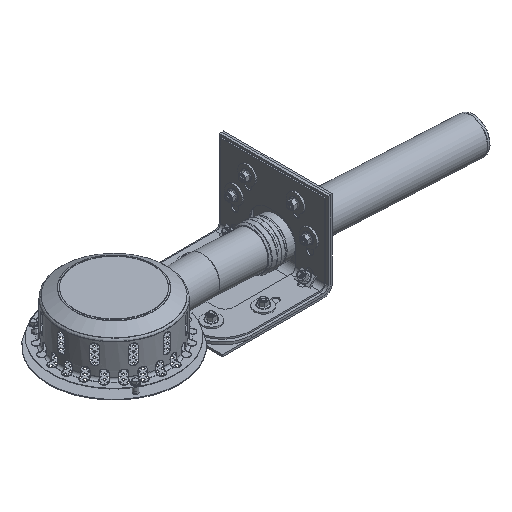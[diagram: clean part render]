
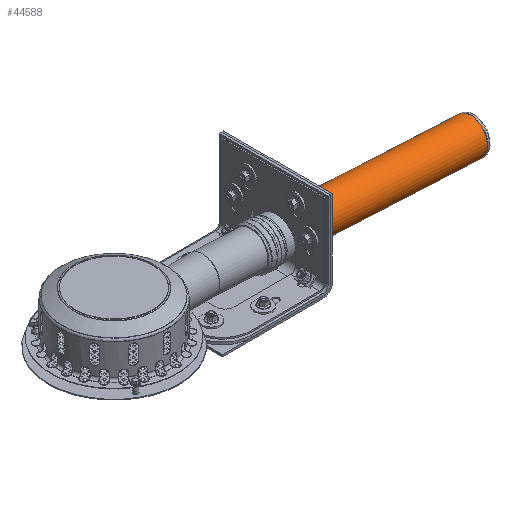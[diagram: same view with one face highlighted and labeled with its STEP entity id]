
A CAD part, isometric view. The second image highlights one B-rep face of the part: STEP entity #44588.
In plain terms, the highlighted cylindrical face has radius 365 mm (diameter 730 mm), a full revolution.
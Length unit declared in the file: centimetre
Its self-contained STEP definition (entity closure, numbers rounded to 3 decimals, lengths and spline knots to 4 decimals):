
#1836=CYLINDRICAL_SURFACE('',#47166,36.5);
#2244=FACE_OUTER_BOUND('',#4561,.T.);
#4561=EDGE_LOOP('',(#30404,#30405,#30406,#30407,#30408));
#7698=CIRCLE('',#47164,36.5);
#7699=CIRCLE('',#47165,36.5);
#7700=CIRCLE('',#47167,36.5);
#8472=LINE('',#62355,#13704);
#13704=VECTOR('',#50931,36.5);
#18965=VERTEX_POINT('',#62347);
#18966=VERTEX_POINT('',#62349);
#18967=VERTEX_POINT('',#62353);
#23431=EDGE_CURVE('',#18966,#18965,#7698,.T.);
#23432=EDGE_CURVE('',#18965,#18966,#7699,.T.);
#23433=EDGE_CURVE('',#18967,#18967,#7700,.T.);
#23434=EDGE_CURVE('',#18967,#18966,#8472,.T.);
#30404=ORIENTED_EDGE('',*,*,#23433,.F.);
#30405=ORIENTED_EDGE('',*,*,#23434,.T.);
#30406=ORIENTED_EDGE('',*,*,#23431,.T.);
#30407=ORIENTED_EDGE('',*,*,#23432,.T.);
#30408=ORIENTED_EDGE('',*,*,#23434,.F.);
#44588=ADVANCED_FACE('',(#2244),#1836,.T.);
#47164=AXIS2_PLACEMENT_3D('',#62350,#50923,#50924);
#47165=AXIS2_PLACEMENT_3D('',#62351,#50925,#50926);
#47166=AXIS2_PLACEMENT_3D('',#62352,#50927,#50928);
#47167=AXIS2_PLACEMENT_3D('',#62354,#50929,#50930);
#50923=DIRECTION('center_axis',(0.999,0.,
-0.052));
#50924=DIRECTION('ref_axis',(-0.052,0.,-0.999));
#50925=DIRECTION('center_axis',(0.999,0.,
-0.052));
#50926=DIRECTION('ref_axis',(-0.052,0.,-0.999));
#50927=DIRECTION('center_axis',(0.999,0.,
-0.052));
#50928=DIRECTION('ref_axis',(-0.052,0.,-0.999));
#50929=DIRECTION('center_axis',(0.999,0.,
-0.052));
#50930=DIRECTION('ref_axis',(-0.052,0.,-0.999));
#50931=DIRECTION('',(-0.999,0.,0.052));
#62347=CARTESIAN_POINT('',(410.3055,-36.5,26.0625));
#62349=CARTESIAN_POINT('',(412.2158,0.,62.5125));
#62350=CARTESIAN_POINT('Origin',(410.3055,0.,
26.0625));
#62351=CARTESIAN_POINT('Origin',(410.3055,0.,
26.0625));
#62352=CARTESIAN_POINT('Origin',(573.2421,0.,
17.5234));
#62353=CARTESIAN_POINT('',(738.089,0.,45.4342));
#62354=CARTESIAN_POINT('Origin',(736.1787,0.,
8.9842));
#62355=CARTESIAN_POINT('',(575.1524,0.,53.9734));
